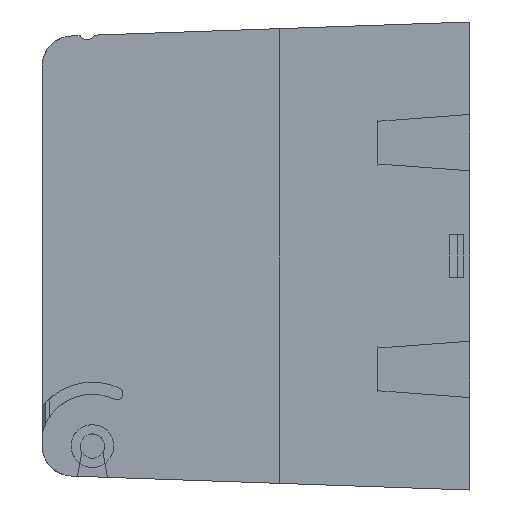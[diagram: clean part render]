
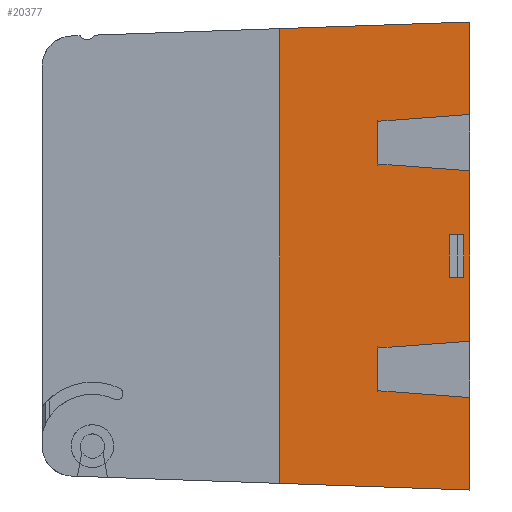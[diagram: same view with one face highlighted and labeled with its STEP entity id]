
A CAD part, left-side view. The second image highlights one B-rep face of the part: STEP entity #20377.
In plain terms, the highlighted planar face has unit normal (-1, 0, 0).
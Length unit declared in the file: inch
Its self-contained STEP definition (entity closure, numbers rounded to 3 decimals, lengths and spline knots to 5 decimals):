
#768 = AXIS2_PLACEMENT_3D ( 'NONE', #36629, #4690, #41972 ) ;
#989 = VECTOR ( 'NONE', #36617, 39.37008 ) ;
#1793 = EDGE_LOOP ( 'NONE', ( #48151, #6591, #66515, #46391, #51408, #20746, #38175, #67273, #44038, #14979, #53209, #22568 ) ) ;
#1809 = VERTEX_POINT ( 'NONE', #44103 ) ;
#2280 = CARTESIAN_POINT ( 'NONE',  ( -1.395, 0.51262, 0.59799 ) ) ;
#2631 = CARTESIAN_POINT ( 'NONE',  ( -1.395, 0., 0.56 ) ) ;
#3574 = VERTEX_POINT ( 'NONE', #47467 ) ;
#4135 = CARTESIAN_POINT ( 'NONE',  ( -1.395, 0.133, -0.14 ) ) ;
#4690 = DIRECTION ( 'NONE',  ( -1., 0., 0. ) ) ;
#6591 = ORIENTED_EDGE ( 'NONE', *, *, #26352, .F. ) ;
#6608 = LINE ( 'NONE', #4135, #33345 ) ;
#6923 = VECTOR ( 'NONE', #63204, 39.37008 ) ;
#7176 = VECTOR ( 'NONE', #36218, 39.37008 ) ;
#9681 = LINE ( 'NONE', #66338, #38025 ) ;
#9889 = DIRECTION ( 'NONE',  ( 0., 0., 1. ) ) ;
#10707 = EDGE_CURVE ( 'NONE', #58472, #24754, #15282, .T. ) ;
#10884 = ORIENTED_EDGE ( 'NONE', *, *, #40651, .F. ) ;
#11125 = EDGE_CURVE ( 'NONE', #42734, #19463, #40089, .T. ) ;
#12089 = VECTOR ( 'NONE', #63382, 39.37008 ) ;
#12128 = DIRECTION ( 'NONE',  ( 0., 0., -1. ) ) ;
#13587 = CARTESIAN_POINT ( 'NONE',  ( -1.395, 1.1485, 1.49745 ) ) ;
#14787 = VERTEX_POINT ( 'NONE', #33261 ) ;
#14979 = ORIENTED_EDGE ( 'NONE', *, *, #42282, .F. ) ;
#14981 = CARTESIAN_POINT ( 'NONE',  ( -1.395, 0.133, 0.14 ) ) ;
#15282 = LINE ( 'NONE', #51014, #989 ) ;
#15642 = EDGE_CURVE ( 'NONE', #14787, #49955, #33370, .T. ) ;
#16967 = CARTESIAN_POINT ( 'NONE',  ( -1.395, 0.133, -0.14 ) ) ;
#17831 = VERTEX_POINT ( 'NONE', #14981 ) ;
#18803 = CARTESIAN_POINT ( 'NONE',  ( -1.395, 0.62245, -0.88387 ) ) ;
#19022 = DIRECTION ( 'NONE',  ( 0., -0.997, -0.074 ) ) ;
#19100 = CARTESIAN_POINT ( 'NONE',  ( -1.395, 0.604, -0.60477 ) ) ;
#19417 = EDGE_CURVE ( 'NONE', #1809, #27469, #37425, .T. ) ;
#19463 = VERTEX_POINT ( 'NONE', #45863 ) ;
#19771 = LINE ( 'NONE', #25558, #7176 ) ;
#20175 = LINE ( 'NONE', #43967, #60836 ) ;
#20377 = ADVANCED_FACE ( 'NONE', ( #39806, #25686 ), #68203, .T. ) ;
#20527 = CARTESIAN_POINT ( 'NONE',  ( -1.395, 0.133, 0.14 ) ) ;
#20552 = EDGE_CURVE ( 'NONE', #61334, #45322, #37190, .T. ) ;
#20746 = ORIENTED_EDGE ( 'NONE', *, *, #68102, .F. ) ;
#22208 = CARTESIAN_POINT ( 'NONE',  ( -1.395, 1.25, -0.5 ) ) ;
#22568 = ORIENTED_EDGE ( 'NONE', *, *, #34706, .T. ) ;
#23130 = VECTOR ( 'NONE', #49812, 39.37008 ) ;
#23382 = VECTOR ( 'NONE', #19022, 39.37008 ) ;
#23394 = VERTEX_POINT ( 'NONE', #16967 ) ;
#24754 = VERTEX_POINT ( 'NONE', #52078 ) ;
#25293 = CARTESIAN_POINT ( 'NONE',  ( -1.395, 0., -1.53756 ) ) ;
#25558 = CARTESIAN_POINT ( 'NONE',  ( -1.395, 1.1485, -1.49745 ) ) ;
#25686 = FACE_BOUND ( 'NONE', #31055, .T. ) ;
#26298 = CARTESIAN_POINT ( 'NONE',  ( -1.395, 0., 1.4375 ) ) ;
#26352 = EDGE_CURVE ( 'NONE', #49955, #24754, #20175, .T. ) ;
#27206 = LINE ( 'NONE', #20527, #41297 ) ;
#27469 = VERTEX_POINT ( 'NONE', #60865 ) ;
#28456 = ORIENTED_EDGE ( 'NONE', *, *, #50420, .T. ) ;
#28549 = CARTESIAN_POINT ( 'NONE',  ( -1.395, 0., 0.93 ) ) ;
#28977 = DIRECTION ( 'NONE',  ( 0., -0.997, -0.074 ) ) ;
#29673 = DIRECTION ( 'NONE',  ( 0., 0., 1. ) ) ;
#31055 = EDGE_LOOP ( 'NONE', ( #68220, #10884, #28456, #47536 ) ) ;
#33261 = CARTESIAN_POINT ( 'NONE',  ( -1.395, 0.604, 0.60477 ) ) ;
#33345 = VECTOR ( 'NONE', #46486, 39.37008 ) ;
#33370 = LINE ( 'NONE', #2280, #58188 ) ;
#33432 = CARTESIAN_POINT ( 'NONE',  ( -1.395, 0.604, 0.56 ) ) ;
#34598 = DIRECTION ( 'NONE',  ( 0., 0., 1. ) ) ;
#34706 = EDGE_CURVE ( 'NONE', #1809, #58472, #9681, .T. ) ;
#34871 = CARTESIAN_POINT ( 'NONE',  ( -1.395, 0., 0.93 ) ) ;
#35313 = LINE ( 'NONE', #22208, #6923 ) ;
#35404 = EDGE_CURVE ( 'NONE', #52222, #3574, #56924, .T. ) ;
#36218 = DIRECTION ( 'NONE',  ( 0., 0.999, 0.035 ) ) ;
#36617 = DIRECTION ( 'NONE',  ( 0., -0.997, 0.074 ) ) ;
#36629 = CARTESIAN_POINT ( 'NONE',  ( -1.395, 0.594, -0.5 ) ) ;
#37190 = LINE ( 'NONE', #28549, #23130 ) ;
#37398 = EDGE_CURVE ( 'NONE', #47816, #19463, #35313, .T. ) ;
#37425 = LINE ( 'NONE', #18803, #23382 ) ;
#38025 = VECTOR ( 'NONE', #34598, 39.37008 ) ;
#38175 = ORIENTED_EDGE ( 'NONE', *, *, #11125, .T. ) ;
#38732 = DIRECTION ( 'NONE',  ( 0., 0., 1. ) ) ;
#39806 = FACE_OUTER_BOUND ( 'NONE', #1793, .T. ) ;
#40089 = LINE ( 'NONE', #13587, #66640 ) ;
#40651 = EDGE_CURVE ( 'NONE', #23394, #52222, #6608, .T. ) ;
#41167 = VECTOR ( 'NONE', #29673, 39.37008 ) ;
#41269 = CARTESIAN_POINT ( 'NONE',  ( -1.395, 0., 1.53756 ) ) ;
#41297 = VECTOR ( 'NONE', #63173, 39.37008 ) ;
#41972 = DIRECTION ( 'NONE',  ( 0., 0., 1. ) ) ;
#42282 = EDGE_CURVE ( 'NONE', #27469, #68750, #49604, .T. ) ;
#42734 = VERTEX_POINT ( 'NONE', #41269 ) ;
#43967 = CARTESIAN_POINT ( 'NONE',  ( -1.395, 0., 1.4375 ) ) ;
#44038 = ORIENTED_EDGE ( 'NONE', *, *, #63614, .F. ) ;
#44103 = CARTESIAN_POINT ( 'NONE',  ( -1.395, 0.604, -0.88523 ) ) ;
#44930 = DIRECTION ( 'NONE',  ( 0., 0.999, -0.035 ) ) ;
#45322 = VERTEX_POINT ( 'NONE', #34871 ) ;
#45863 = CARTESIAN_POINT ( 'NONE',  ( -1.395, 1.25, 1.49391 ) ) ;
#46391 = ORIENTED_EDGE ( 'NONE', *, *, #66815, .T. ) ;
#46486 = DIRECTION ( 'NONE',  ( 0., -1., 0. ) ) ;
#47073 = CARTESIAN_POINT ( 'NONE',  ( -1.395, 0.133, -0.14 ) ) ;
#47467 = CARTESIAN_POINT ( 'NONE',  ( -1.395, 0.04, 0.14 ) ) ;
#47536 = ORIENTED_EDGE ( 'NONE', *, *, #51406, .T. ) ;
#47657 = CARTESIAN_POINT ( 'NONE',  ( -1.395, 1.25, -1.49391 ) ) ;
#47816 = VERTEX_POINT ( 'NONE', #47657 ) ;
#48151 = ORIENTED_EDGE ( 'NONE', *, *, #10707, .T. ) ;
#48763 = DIRECTION ( 'NONE',  ( 0., 0., -1. ) ) ;
#49108 = LINE ( 'NONE', #33432, #61552 ) ;
#49604 = LINE ( 'NONE', #69000, #63700 ) ;
#49812 = DIRECTION ( 'NONE',  ( 0., -0.997, 0.074 ) ) ;
#49955 = VERTEX_POINT ( 'NONE', #2631 ) ;
#50420 = EDGE_CURVE ( 'NONE', #23394, #17831, #53025, .T. ) ;
#51014 = CARTESIAN_POINT ( 'NONE',  ( -1.395, 0., -0.56 ) ) ;
#51406 = EDGE_CURVE ( 'NONE', #17831, #3574, #27206, .T. ) ;
#51408 = ORIENTED_EDGE ( 'NONE', *, *, #20552, .T. ) ;
#52078 = CARTESIAN_POINT ( 'NONE',  ( -1.395, 0., -0.56 ) ) ;
#52222 = VERTEX_POINT ( 'NONE', #56129 ) ;
#53025 = LINE ( 'NONE', #47073, #67167 ) ;
#53209 = ORIENTED_EDGE ( 'NONE', *, *, #19417, .F. ) ;
#54195 = CARTESIAN_POINT ( 'NONE',  ( -1.395, 0.604, 0.88523 ) ) ;
#56129 = CARTESIAN_POINT ( 'NONE',  ( -1.395, 0.04, -0.14 ) ) ;
#56924 = LINE ( 'NONE', #66716, #41167 ) ;
#58188 = VECTOR ( 'NONE', #28977, 39.37008 ) ;
#58472 = VERTEX_POINT ( 'NONE', #19100 ) ;
#60836 = VECTOR ( 'NONE', #12128, 39.37008 ) ;
#60865 = CARTESIAN_POINT ( 'NONE',  ( -1.395, 0., -0.93 ) ) ;
#61334 = VERTEX_POINT ( 'NONE', #54195 ) ;
#61552 = VECTOR ( 'NONE', #38732, 39.37008 ) ;
#63173 = DIRECTION ( 'NONE',  ( 0., -1., 0. ) ) ;
#63204 = DIRECTION ( 'NONE',  ( 0., 0., 1. ) ) ;
#63382 = DIRECTION ( 'NONE',  ( 0., 0., -1. ) ) ;
#63614 = EDGE_CURVE ( 'NONE', #68750, #47816, #19771, .T. ) ;
#63700 = VECTOR ( 'NONE', #48763, 39.37008 ) ;
#66338 = CARTESIAN_POINT ( 'NONE',  ( -1.395, 0.604, -0.56 ) ) ;
#66515 = ORIENTED_EDGE ( 'NONE', *, *, #15642, .F. ) ;
#66640 = VECTOR ( 'NONE', #44930, 39.37008 ) ;
#66716 = CARTESIAN_POINT ( 'NONE',  ( -1.395, 0.04, -0.14 ) ) ;
#66815 = EDGE_CURVE ( 'NONE', #14787, #61334, #49108, .T. ) ;
#67167 = VECTOR ( 'NONE', #9889, 39.37008 ) ;
#67273 = ORIENTED_EDGE ( 'NONE', *, *, #37398, .F. ) ;
#68102 = EDGE_CURVE ( 'NONE', #42734, #45322, #68625, .T. ) ;
#68203 = PLANE ( 'NONE',  #768 ) ;
#68220 = ORIENTED_EDGE ( 'NONE', *, *, #35404, .F. ) ;
#68625 = LINE ( 'NONE', #26298, #12089 ) ;
#68750 = VERTEX_POINT ( 'NONE', #25293 ) ;
#69000 = CARTESIAN_POINT ( 'NONE',  ( -1.395, 0., 1.4375 ) ) ;
